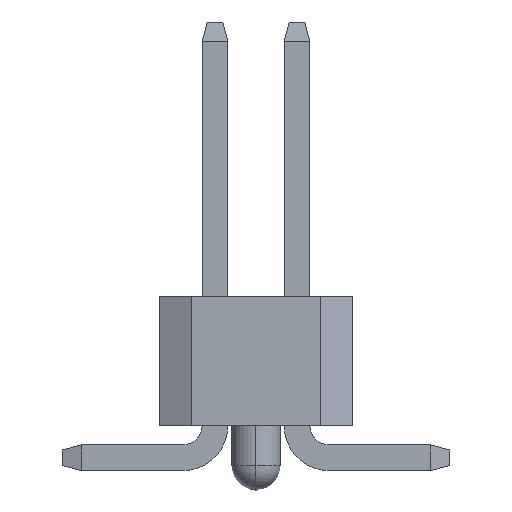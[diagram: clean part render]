
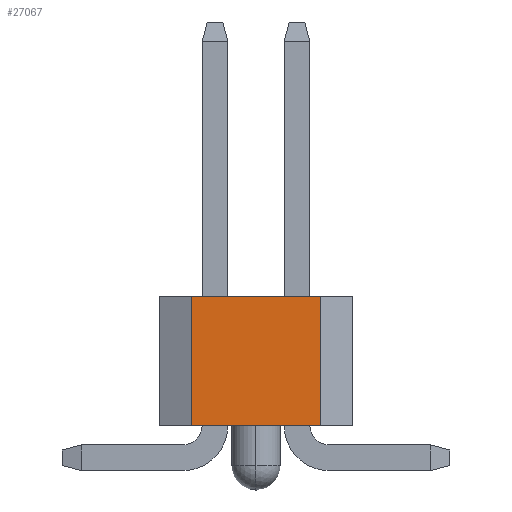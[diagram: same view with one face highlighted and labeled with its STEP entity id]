
A CAD part, left-side view. The second image highlights one B-rep face of the part: STEP entity #27067.
In plain terms, the highlighted planar face has unit normal (-1, 0, 0).
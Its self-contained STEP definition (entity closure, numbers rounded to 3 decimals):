
#1189 = CARTESIAN_POINT ( 'NONE',  ( -8.89, -1.5, 2. ) ) ;
#1646 = FACE_OUTER_BOUND ( 'NONE', #27796, .T. ) ;
#2754 = LINE ( 'NONE', #18317, #26192 ) ;
#3011 = CARTESIAN_POINT ( 'NONE',  ( -8.89, 1., 0. ) ) ;
#3122 = CARTESIAN_POINT ( 'NONE',  ( -8.89, -1., 2. ) ) ;
#4501 = LINE ( 'NONE', #19560, #12509 ) ;
#5558 = EDGE_CURVE ( 'NONE', #45460, #24489, #4501, .T. ) ;
#6018 = CARTESIAN_POINT ( 'NONE',  ( -8.89, -1., 0. ) ) ;
#6216 = DIRECTION ( 'NONE',  ( 0., -1., 0. ) ) ;
#6969 = DIRECTION ( 'NONE',  ( 0., 0., 1. ) ) ;
#8578 = DIRECTION ( 'NONE',  ( 1., 0., 0. ) ) ;
#10913 = LINE ( 'NONE', #14632, #16012 ) ;
#12509 = VECTOR ( 'NONE', #30893, 1000. ) ;
#14632 = CARTESIAN_POINT ( 'NONE',  ( -8.89, 1., -0.5 ) ) ;
#16012 = VECTOR ( 'NONE', #6969, 1000. ) ;
#16332 = ORIENTED_EDGE ( 'NONE', *, *, #5558, .T. ) ;
#18317 = CARTESIAN_POINT ( 'NONE',  ( -8.89, -1.5, 2. ) ) ;
#19560 = CARTESIAN_POINT ( 'NONE',  ( -8.89, -1., -0.5 ) ) ;
#20500 = ORIENTED_EDGE ( 'NONE', *, *, #47040, .F. ) ;
#22962 = DIRECTION ( 'NONE',  ( 0., -1., 0. ) ) ;
#24489 = VERTEX_POINT ( 'NONE', #3122 ) ;
#26192 = VECTOR ( 'NONE', #6216, 1000. ) ;
#26559 = EDGE_CURVE ( 'NONE', #29398, #45460, #33833, .T. ) ;
#26718 = VECTOR ( 'NONE', #22962, 1000. ) ;
#27067 = ADVANCED_FACE ( 'NONE', ( #1646 ), #42383, .F. ) ;
#27796 = EDGE_LOOP ( 'NONE', ( #34153, #16332, #20500, #44071 ) ) ;
#29398 = VERTEX_POINT ( 'NONE', #3011 ) ;
#30838 = CARTESIAN_POINT ( 'NONE',  ( -8.89, -1.5, 0. ) ) ;
#30893 = DIRECTION ( 'NONE',  ( 0., 0., 1. ) ) ;
#31191 = VERTEX_POINT ( 'NONE', #48620 ) ;
#31469 = AXIS2_PLACEMENT_3D ( 'NONE', #1189, #8578, #46558 ) ;
#33833 = LINE ( 'NONE', #30838, #26718 ) ;
#34153 = ORIENTED_EDGE ( 'NONE', *, *, #26559, .T. ) ;
#42383 = PLANE ( 'NONE',  #31469 ) ;
#44071 = ORIENTED_EDGE ( 'NONE', *, *, #48238, .F. ) ;
#45460 = VERTEX_POINT ( 'NONE', #6018 ) ;
#46558 = DIRECTION ( 'NONE',  ( 0., 0., -1. ) ) ;
#47040 = EDGE_CURVE ( 'NONE', #31191, #24489, #2754, .T. ) ;
#48238 = EDGE_CURVE ( 'NONE', #29398, #31191, #10913, .T. ) ;
#48620 = CARTESIAN_POINT ( 'NONE',  ( -8.89, 1., 2. ) ) ;
